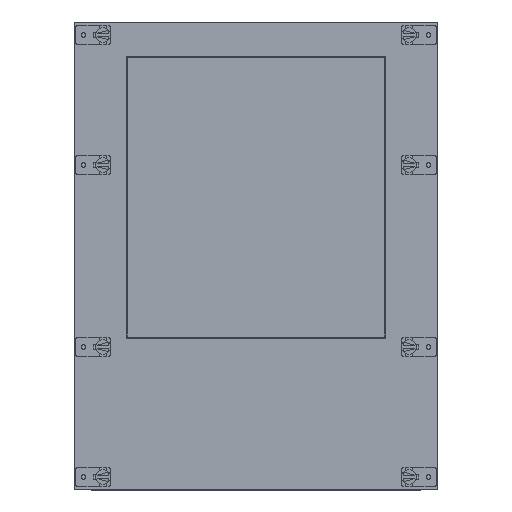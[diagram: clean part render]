
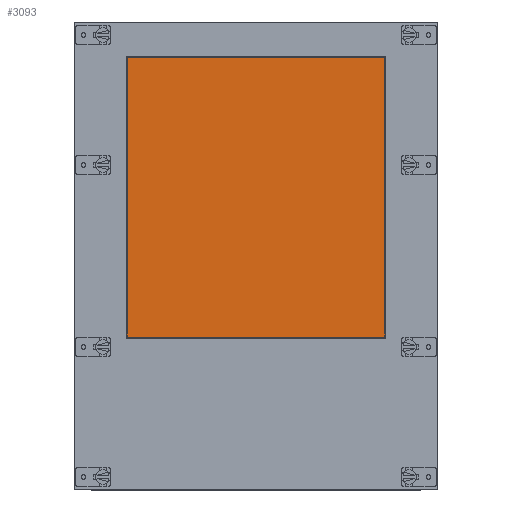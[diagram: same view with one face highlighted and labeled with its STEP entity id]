
A CAD part, top view. The second image highlights one B-rep face of the part: STEP entity #3093.
In plain terms, the highlighted planar face has unit normal (0, 0, 1).
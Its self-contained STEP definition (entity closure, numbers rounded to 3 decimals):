
#2978=DIRECTION('',(0.,-1.,0.));
#2979=VECTOR('',#2978,268.75);
#2980=CARTESIAN_POINT('',(-174.,27.9,1.));
#2981=LINE('',#2980,#2979);
#2985=DIRECTION('',(-1.,0.,0.));
#2986=VECTOR('',#2985,248.);
#2987=CARTESIAN_POINT('',(74.,27.9,1.));
#2988=LINE('',#2987,#2986);
#2992=DIRECTION('',(0.,1.,0.));
#2993=VECTOR('',#2992,268.75);
#2994=CARTESIAN_POINT('',(74.,-240.85,1.));
#2995=LINE('',#2994,#2993);
#2999=DIRECTION('',(1.,0.,0.));
#3000=VECTOR('',#2999,248.);
#3001=CARTESIAN_POINT('',(-174.,-240.85,1.));
#3002=LINE('',#3001,#3000);
#3062=CARTESIAN_POINT('',(-174.,27.9,1.));
#3063=CARTESIAN_POINT('',(-174.,-240.85,1.));
#3064=VERTEX_POINT('',#3062);
#3065=VERTEX_POINT('',#3063);
#3066=CARTESIAN_POINT('',(74.,-240.85,1.));
#3067=VERTEX_POINT('',#3066);
#3068=CARTESIAN_POINT('',(74.,27.9,1.));
#3069=VERTEX_POINT('',#3068);
#3078=CARTESIAN_POINT('',(0.,0.,1.));
#3079=DIRECTION('',(0.,0.,1.));
#3080=DIRECTION('',(1.,0.,0.));
#3081=AXIS2_PLACEMENT_3D('',#3078,#3079,#3080);
#3082=PLANE('',#3081);
#3084=ORIENTED_EDGE('',*,*,#3083,.F.);
#3086=ORIENTED_EDGE('',*,*,#3085,.F.);
#3088=ORIENTED_EDGE('',*,*,#3087,.F.);
#3090=ORIENTED_EDGE('',*,*,#3089,.F.);
#3091=EDGE_LOOP('',(#3084,#3086,#3088,#3090));
#3092=FACE_OUTER_BOUND('',#3091,.F.);
#3083=EDGE_CURVE('',#3064,#3065,#2981,.T.);
#3085=EDGE_CURVE('',#3069,#3064,#2988,.T.);
#3087=EDGE_CURVE('',#3067,#3069,#2995,.T.);
#3089=EDGE_CURVE('',#3065,#3067,#3002,.T.);
#3093=ADVANCED_FACE('',(#3092),#3082,.T.);
